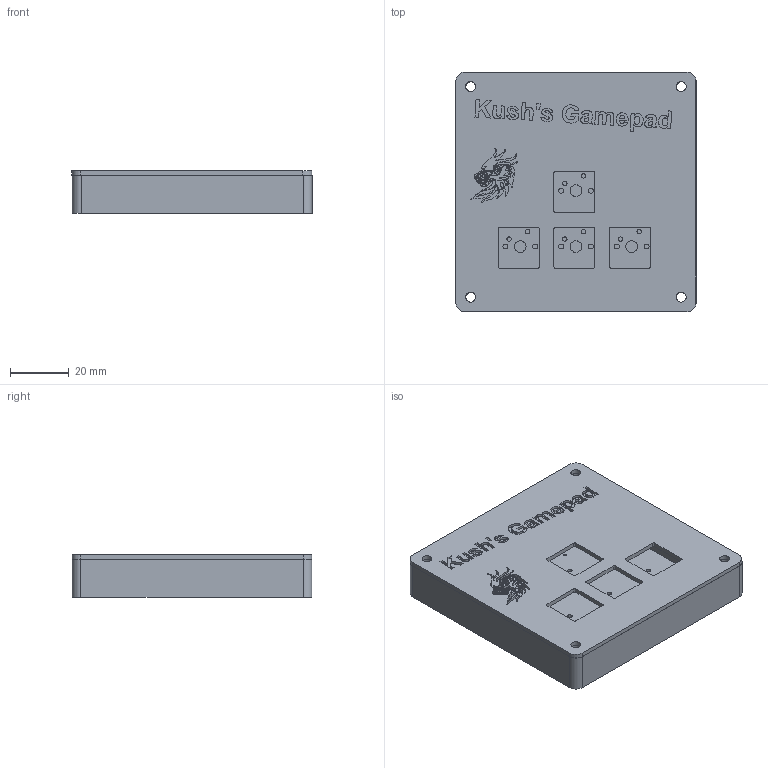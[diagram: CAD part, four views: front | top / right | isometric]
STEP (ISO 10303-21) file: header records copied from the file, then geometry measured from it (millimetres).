
FILE_DESCRIPTION(/* description */ (''),/* implementation_level */ '2;1');
FILE_NAME(/* name */ 'Kush''s Gamepad Design.step',/* time_stamp */ '2025-05-24T15:37:59-04:00',/* author */ (''),/* organization */ (''),/* preprocessor_version */ 'ST-DEVELOPER v20.1',/* originating_system */ 'Autodesk Translation Framework v14.10.0.0',/* authorisation */ '');
FILE_SCHEMA (('AUTOMOTIVE_DESIGN { 1 0 10303 214 3 1 1 }'));
Length unit declared in the file: millimetre
Products named in the file (5): 2025-05-22-19-16-58-211; 2025-05-22-19-18-44-195; Hackpad(gpad) 1; Hackpad(gpad)_PCB; 2025-05-22-20-29-29-273
Assembly tree (3 placements, depth 3):
  2025-05-22-19-16-58-211
    2025-05-22-19-18-44-195
    Hackpad(gpad) 1
      Hackpad(gpad)_PCB
  2025-05-22-20-29-29-273
Bounding box: 82.01 x 81.96 x 14.5 mm (x, y, z)
Volume: 59656.6 mm3; surface area: 41996.7 mm2
Topology: 3 solids, 3 shells, 469 faces, 1263 edges, 842 vertices
Faces by surface type: bspline 237, plane 162, cylinder 70
Full cylindrical faces by diameter (mm): 0.889 x14, 1.5 x8, 1.7 x8, 3.4 x8, 4 x4, 6 x4
Entity records: 21590 total; most frequent: CARTESIAN_POINT 11032, ORIENTED_EDGE 2526, DIRECTION 1411, EDGE_CURVE 1263, VERTEX_POINT 842, LINE 649, VECTOR 649, EDGE_LOOP 603
